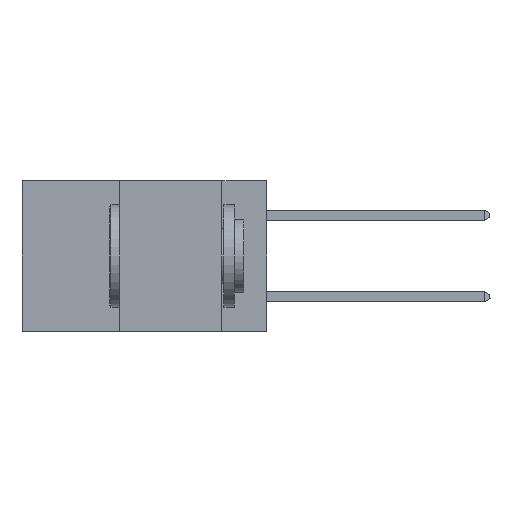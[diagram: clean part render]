
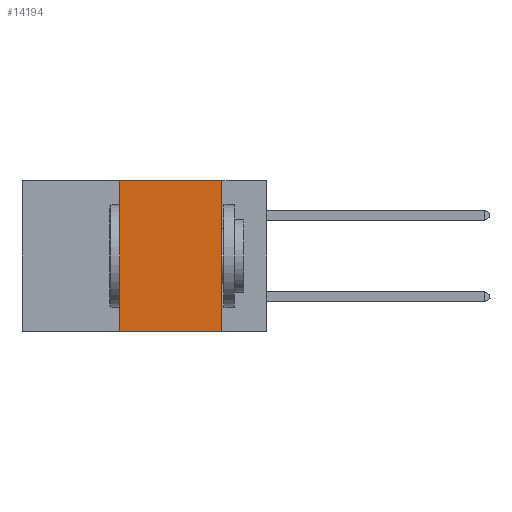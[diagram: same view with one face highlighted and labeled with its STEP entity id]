
A CAD part, left-side view. The second image highlights one B-rep face of the part: STEP entity #14194.
In plain terms, the highlighted planar face has unit normal (-1, 0, 0).
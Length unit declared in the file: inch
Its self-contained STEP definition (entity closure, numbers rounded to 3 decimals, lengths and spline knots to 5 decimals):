
#932 = CARTESIAN_POINT ( 'NONE',  ( 0., 0.6, 0. ) ) ;
#1501 = DIRECTION ( 'NONE',  ( 0., 0., 1. ) ) ;
#2745 = CARTESIAN_POINT ( 'NONE',  ( 0., 0.11, 0. ) ) ;
#2853 = CARTESIAN_POINT ( 'NONE',  ( 0., 0.36, -0.37 ) ) ;
#3430 = EDGE_CURVE ( 'NONE', #21730, #15537, #13053, .T. ) ;
#3825 = DIRECTION ( 'NONE',  ( 0., -1., 0. ) ) ;
#4299 = VECTOR ( 'NONE', #19268, 39.37008 ) ;
#4304 = ORIENTED_EDGE ( 'NONE', *, *, #21714, .F. ) ;
#7734 = CARTESIAN_POINT ( 'NONE',  ( 0., 0.6, -0.37 ) ) ;
#8692 = AXIS2_PLACEMENT_3D ( 'NONE', #932, #18283, #16349 ) ;
#10042 = LINE ( 'NONE', #20715, #16789 ) ;
#11047 = CARTESIAN_POINT ( 'NONE',  ( 0., 0.11, 0. ) ) ;
#11831 = ORIENTED_EDGE ( 'NONE', *, *, #14875, .F. ) ;
#12170 = EDGE_LOOP ( 'NONE', ( #11831, #20676, #4304, #19684 ) ) ;
#12725 = VERTEX_POINT ( 'NONE', #2853 ) ;
#12879 = VERTEX_POINT ( 'NONE', #17193 ) ;
#13053 = LINE ( 'NONE', #13685, #22209 ) ;
#13685 = CARTESIAN_POINT ( 'NONE',  ( 0., 0.6, 0. ) ) ;
#14194 = ADVANCED_FACE ( 'NONE', ( #22055 ), #16261, .F. ) ;
#14681 = LINE ( 'NONE', #11047, #4299 ) ;
#14875 = EDGE_CURVE ( 'NONE', #15537, #12879, #14681, .T. ) ;
#15537 = VERTEX_POINT ( 'NONE', #2745 ) ;
#16261 = PLANE ( 'NONE',  #8692 ) ;
#16349 = DIRECTION ( 'NONE',  ( 0., 0., -1. ) ) ;
#16789 = VECTOR ( 'NONE', #1501, 39.37008 ) ;
#17193 = CARTESIAN_POINT ( 'NONE',  ( 0., 0.11, -0.37 ) ) ;
#17991 = EDGE_CURVE ( 'NONE', #12725, #12879, #19079, .T. ) ;
#18283 = DIRECTION ( 'NONE',  ( 1., 0., 0. ) ) ;
#19079 = LINE ( 'NONE', #7734, #20585 ) ;
#19268 = DIRECTION ( 'NONE',  ( 0., 0., -1. ) ) ;
#19684 = ORIENTED_EDGE ( 'NONE', *, *, #17991, .T. ) ;
#20585 = VECTOR ( 'NONE', #3825, 39.37008 ) ;
#20676 = ORIENTED_EDGE ( 'NONE', *, *, #3430, .F. ) ;
#20715 = CARTESIAN_POINT ( 'NONE',  ( 0., 0.36, 0. ) ) ;
#21714 = EDGE_CURVE ( 'NONE', #12725, #21730, #10042, .T. ) ;
#21730 = VERTEX_POINT ( 'NONE', #22863 ) ;
#22055 = FACE_OUTER_BOUND ( 'NONE', #12170, .T. ) ;
#22209 = VECTOR ( 'NONE', #23363, 39.37008 ) ;
#22863 = CARTESIAN_POINT ( 'NONE',  ( 0., 0.36, 0. ) ) ;
#23363 = DIRECTION ( 'NONE',  ( 0., -1., 0. ) ) ;
